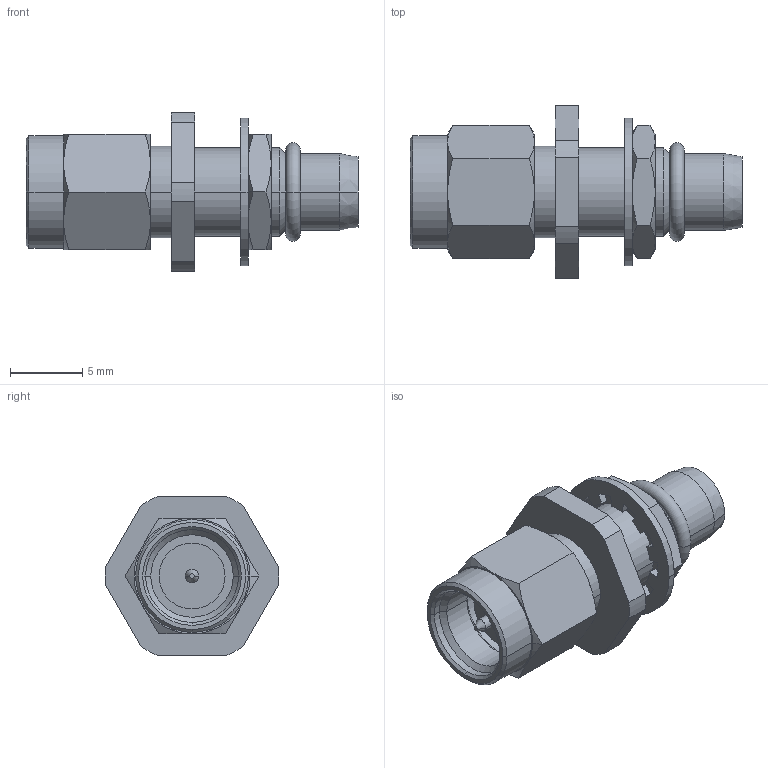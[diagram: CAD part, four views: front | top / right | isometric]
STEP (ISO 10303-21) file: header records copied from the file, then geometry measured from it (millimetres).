
FILE_DESCRIPTION (( 'STEP AP214' ), '1' );
FILE_NAME ('FMAD10098_3D.step', '2025-04-08T18:46:22', ( '' ), ( '' ), 'SwSTEP 2.0', 'SolidWorks 2022', '' );
FILE_SCHEMA (( 'AUTOMOTIVE_DESIGN' ));
Length unit declared in the file: inch
Products named in the file (5): SMA8500S-4^FMAD10098; ADS-A3J3---A3^FMAD10098; ADS-A3J3-BF-10^FMAD10098; FMAD10098_3D; ADS-A3J3-BF---J3^FMAD10098
Assembly tree (4 placements, depth 2):
  FMAD10098_3D
    ADS-A3J3---A3^FMAD10098
    ADS-A3J3-BF---J3^FMAD10098
    SMA8500S-4^FMAD10098
    ADS-A3J3-BF-10^FMAD10098
Bounding box: 22.95 x 12 x 11 mm (x, y, z)
Volume: 861.1 mm3; surface area: 1450.5 mm2
Topology: 6 solids, 6 shells, 177 faces, 414 edges, 256 vertices
Faces by surface type: cylinder 58, plane 57, cone 56, torus 6
Entity records: 5364 total; most frequent: CARTESIAN_POINT 998, DIRECTION 920, ORIENTED_EDGE 828, EDGE_CURVE 414, AXIS2_PLACEMENT_3D 370, VERTEX_POINT 256, EDGE_LOOP 192, CIRCLE 186
